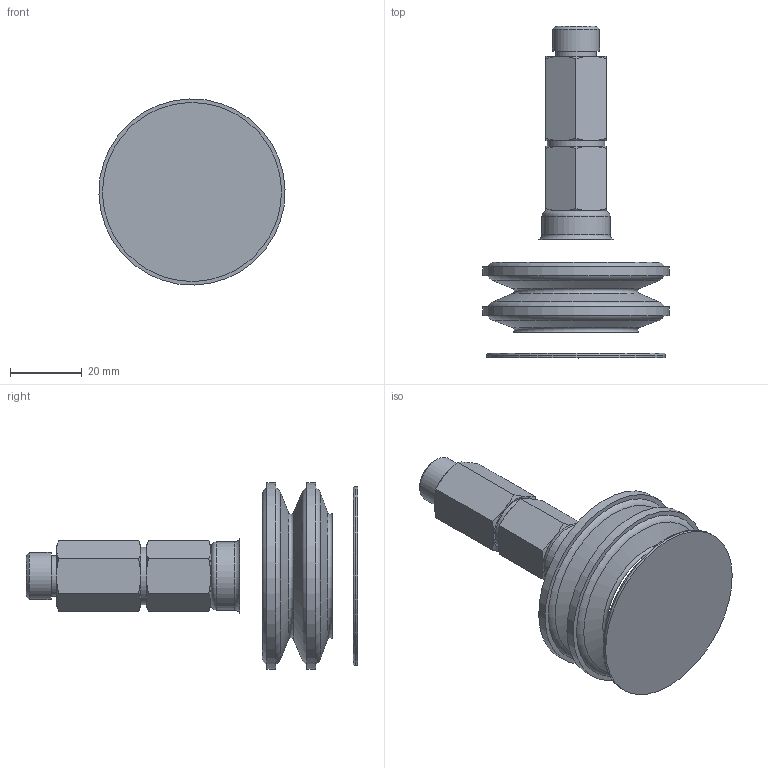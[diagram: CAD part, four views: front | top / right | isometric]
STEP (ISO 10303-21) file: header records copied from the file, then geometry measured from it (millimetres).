
FILE_DESCRIPTION(/* description */ (''),/* implementation_level */ '2;1');
FILE_NAME(/* name */ 'vf52sb_racval14.stp',/* time_stamp */ '2020-09-23T12:27:24+02:00',/* author */ ('enginyeria'),/* organization */ (''),/* preprocessor_version */ 'ST-DEVELOPER v17.2',/* originating_system */ 'Autodesk Inventor 2019',/* authorisation */ '');
FILE_SCHEMA (('CONFIG_CONTROL_DESIGN'));
Length unit declared in the file: millimetre
Products named in the file (1): vf52sb_racval14
Bounding box: 51.99 x 92.68 x 51.99 mm (x, y, z)
Volume: 61885 mm3; surface area: 14747.1 mm2
Topology: 1 solids, 2 shells, 76 faces, 193 edges, 131 vertices
Faces by surface type: cone 31, plane 26, cylinder 10, torus 9
Full cylindrical faces by diameter (mm): 5.6 x1, 6 x1, 9 x1, 11.445 x1, 13.157 x1, 16 x1, 19 x1, 50 x1, 52 x2
Entity records: 2453 total; most frequent: CARTESIAN_POINT 497, DIRECTION 415, ORIENTED_EDGE 386, EDGE_CURVE 193, AXIS2_PLACEMENT_3D 193, VERTEX_POINT 131, CIRCLE 116, EDGE_LOOP 88
